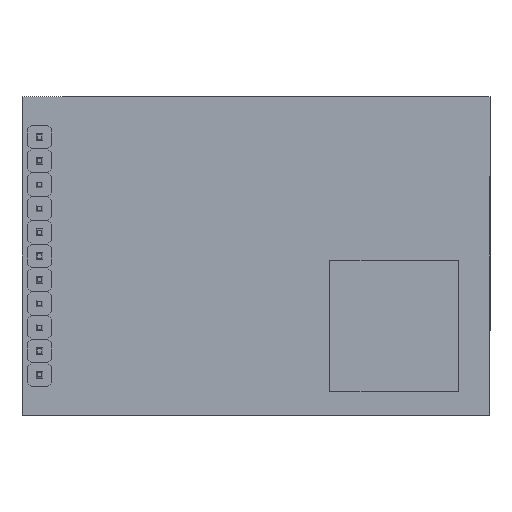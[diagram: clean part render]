
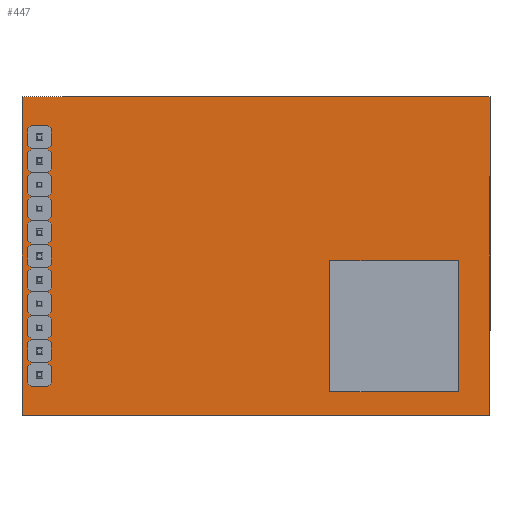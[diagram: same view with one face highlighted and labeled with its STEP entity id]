
A CAD part, front view. The second image highlights one B-rep face of the part: STEP entity #447.
In plain terms, the highlighted planar face has unit normal (0, -1, 0).
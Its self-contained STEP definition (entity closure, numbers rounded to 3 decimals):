
#30 = ORIENTED_EDGE ( 'NONE', *, *, #1540, .F. ) ;
#164 = LINE ( 'NONE', #2583, #297 ) ;
#206 = VECTOR ( 'NONE', #2531, 1000. ) ;
#241 = EDGE_CURVE ( 'NONE', #2161, #493, #914, .T. ) ;
#297 = VECTOR ( 'NONE', #2409, 1000. ) ;
#308 = CARTESIAN_POINT ( 'NONE',  ( 25., 0., -17. ) ) ;
#388 = DIRECTION ( 'NONE',  ( 0., 1., 0. ) ) ;
#391 = DIRECTION ( 'NONE',  ( 0., 0., -1. ) ) ;
#447 = ADVANCED_FACE ( 'NONE', ( #1044 ), #2500, .F. ) ;
#493 = VERTEX_POINT ( 'NONE', #1355 ) ;
#527 = ORIENTED_EDGE ( 'NONE', *, *, #241, .F. ) ;
#677 = VERTEX_POINT ( 'NONE', #2261 ) ;
#914 = LINE ( 'NONE', #1069, #206 ) ;
#1044 = FACE_OUTER_BOUND ( 'NONE', #1434, .T. ) ;
#1055 = ORIENTED_EDGE ( 'NONE', *, *, #2683, .F. ) ;
#1069 = CARTESIAN_POINT ( 'NONE',  ( -25., 0., -17. ) ) ;
#1106 = AXIS2_PLACEMENT_3D ( 'NONE', #2108, #388, #1452 ) ;
#1196 = DIRECTION ( 'NONE',  ( -1., 0., 0. ) ) ;
#1355 = CARTESIAN_POINT ( 'NONE',  ( -25., 0., 17. ) ) ;
#1434 = EDGE_LOOP ( 'NONE', ( #1055, #30, #527, #1838 ) ) ;
#1452 = DIRECTION ( 'NONE',  ( 0., 0., 1. ) ) ;
#1540 = EDGE_CURVE ( 'NONE', #493, #677, #164, .T. ) ;
#1664 = VECTOR ( 'NONE', #391, 1000. ) ;
#1677 = CARTESIAN_POINT ( 'NONE',  ( 25., 0., -17. ) ) ;
#1694 = VERTEX_POINT ( 'NONE', #308 ) ;
#1823 = CARTESIAN_POINT ( 'NONE',  ( -25., 0., -17. ) ) ;
#1838 = ORIENTED_EDGE ( 'NONE', *, *, #2434, .F. ) ;
#1860 = LINE ( 'NONE', #1823, #2356 ) ;
#2108 = CARTESIAN_POINT ( 'NONE',  ( 0., 0., 0. ) ) ;
#2157 = LINE ( 'NONE', #1677, #1664 ) ;
#2161 = VERTEX_POINT ( 'NONE', #2557 ) ;
#2261 = CARTESIAN_POINT ( 'NONE',  ( 25., 0., 17. ) ) ;
#2356 = VECTOR ( 'NONE', #1196, 1000. ) ;
#2409 = DIRECTION ( 'NONE',  ( 1., 0., 0. ) ) ;
#2434 = EDGE_CURVE ( 'NONE', #1694, #2161, #1860, .T. ) ;
#2500 = PLANE ( 'NONE',  #1106 ) ;
#2531 = DIRECTION ( 'NONE',  ( 0., 0., 1. ) ) ;
#2557 = CARTESIAN_POINT ( 'NONE',  ( -25., 0., -17. ) ) ;
#2583 = CARTESIAN_POINT ( 'NONE',  ( -25., 0., 17. ) ) ;
#2683 = EDGE_CURVE ( 'NONE', #677, #1694, #2157, .T. ) ;
